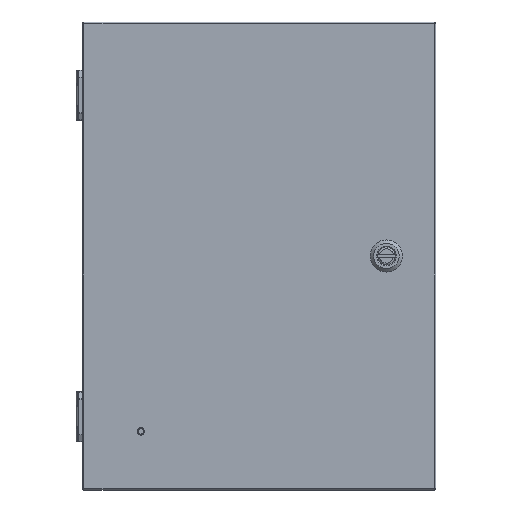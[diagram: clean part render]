
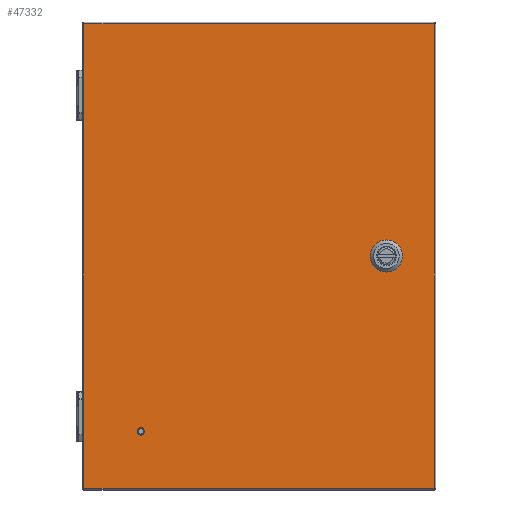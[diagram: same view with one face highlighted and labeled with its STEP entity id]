
A CAD part, top view. The second image highlights one B-rep face of the part: STEP entity #47332.
In plain terms, the highlighted planar face has unit normal (0, 0, 1).
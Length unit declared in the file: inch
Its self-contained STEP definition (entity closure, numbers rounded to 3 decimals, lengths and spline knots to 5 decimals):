
#2487 = AXIS2_PLACEMENT_3D ( 'NONE', #66127, #36671, #51933 ) ;
#3019 = DIRECTION ( 'NONE',  ( 0., 1., 0. ) ) ;
#3527 = DIRECTION ( 'NONE',  ( -1., 0., 0. ) ) ;
#3574 = EDGE_CURVE ( 'NONE', #27145, #27112, #57215, .T. ) ;
#3675 = VECTOR ( 'NONE', #8718, 39.37008 ) ;
#3946 = DIRECTION ( 'NONE',  ( 0., 0., 1. ) ) ;
#4233 = VECTOR ( 'NONE', #40683, 39.37008 ) ;
#5372 = VECTOR ( 'NONE', #46302, 39.37008 ) ;
#5687 = DIRECTION ( 'NONE',  ( 0., 0., 1. ) ) ;
#6964 = ORIENTED_EDGE ( 'NONE', *, *, #58586, .F. ) ;
#7392 = EDGE_CURVE ( 'NONE', #85621, #66660, #27803, .T. ) ;
#7787 = LINE ( 'NONE', #62193, #44715 ) ;
#7827 = CARTESIAN_POINT ( 'NONE',  ( -6.1102, 8.1277, 8.107 ) ) ;
#8718 = DIRECTION ( 'NONE',  ( 1., 0., 0. ) ) ;
#9303 = DIRECTION ( 'NONE',  ( -1., 0., 0. ) ) ;
#9510 = EDGE_CURVE ( 'NONE', #66271, #27145, #75982, .T. ) ;
#9685 = AXIS2_PLACEMENT_3D ( 'NONE', #38329, #65273, #31650 ) ;
#11514 = CARTESIAN_POINT ( 'NONE',  ( -4.21875, -6.1395, 8.107 ) ) ;
#12719 = ORIENTED_EDGE ( 'NONE', *, *, #33664, .T. ) ;
#12851 = EDGE_CURVE ( 'NONE', #34681, #58110, #82382, .T. ) ;
#13927 = EDGE_CURVE ( 'NONE', #71853, #66271, #86029, .T. ) ;
#14302 = ORIENTED_EDGE ( 'NONE', *, *, #16477, .F. ) ;
#14586 = CARTESIAN_POINT ( 'NONE',  ( -6.1702, 8.1277, 8.107 ) ) ;
#16477 = EDGE_CURVE ( 'NONE', #27112, #73656, #61470, .T. ) ;
#17677 = EDGE_CURVE ( 'NONE', #73656, #42136, #40779, .T. ) ;
#19344 = CARTESIAN_POINT ( 'NONE',  ( -6.1102, -8.1875, 8.107 ) ) ;
#19464 = CARTESIAN_POINT ( 'NONE',  ( 4.27342, -0.3959, 8.107 ) ) ;
#19512 = ORIENTED_EDGE ( 'NONE', *, *, #77042, .F. ) ;
#19830 = CARTESIAN_POINT ( 'NONE',  ( 6.145, 8.1277, 8.107 ) ) ;
#20129 = EDGE_LOOP ( 'NONE', ( #46145, #70609, #22946, #12719 ) ) ;
#21716 = VECTOR ( 'NONE', #75139, 39.37008 ) ;
#22145 = CARTESIAN_POINT ( 'NONE',  ( 4.076, -0.19848, 8.107 ) ) ;
#22523 = FACE_OUTER_BOUND ( 'NONE', #20129, .T. ) ;
#22946 = ORIENTED_EDGE ( 'NONE', *, *, #7392, .T. ) ;
#24285 = DIRECTION ( 'NONE',  ( -1., 0., 0. ) ) ;
#25192 = EDGE_LOOP ( 'NONE', ( #29143 ) ) ;
#26254 = AXIS2_PLACEMENT_3D ( 'NONE', #49516, #34209, #9303 ) ;
#27112 = VERTEX_POINT ( 'NONE', #79836 ) ;
#27145 = VERTEX_POINT ( 'NONE', #67248 ) ;
#27803 = LINE ( 'NONE', #14586, #4233 ) ;
#29143 = ORIENTED_EDGE ( 'NONE', *, *, #73844, .F. ) ;
#29610 = CARTESIAN_POINT ( 'NONE',  ( 4.868, 3.0001, 8.107 ) ) ;
#30456 = VERTEX_POINT ( 'NONE', #39535 ) ;
#30880 = ORIENTED_EDGE ( 'NONE', *, *, #3574, .F. ) ;
#31508 = AXIS2_PLACEMENT_3D ( 'NONE', #54868, #48246, #3527 ) ;
#31650 = DIRECTION ( 'NONE',  ( -1., 0., 0. ) ) ;
#32690 = DIRECTION ( 'NONE',  ( -1., 0., 0. ) ) ;
#33664 = EDGE_CURVE ( 'NONE', #66660, #63930, #71544, .T. ) ;
#34209 = DIRECTION ( 'NONE',  ( 0., 0., 1. ) ) ;
#34681 = VERTEX_POINT ( 'NONE', #34713 ) ;
#34713 = CARTESIAN_POINT ( 'NONE',  ( 4.27342, 0.3961, 8.107 ) ) ;
#35769 = CARTESIAN_POINT ( 'NONE',  ( -0.9827, -0.3959, 8.107 ) ) ;
#36210 = DIRECTION ( 'NONE',  ( 1., 0., 0. ) ) ;
#36671 = DIRECTION ( 'NONE',  ( 0., 0., 1. ) ) ;
#37610 = CARTESIAN_POINT ( 'NONE',  ( 4.472, 0.0001, 8.107 ) ) ;
#38329 = CARTESIAN_POINT ( 'NONE',  ( 4.472, 0.0001, 8.107 ) ) ;
#38600 = VECTOR ( 'NONE', #59245, 39.37008 ) ;
#39535 = CARTESIAN_POINT ( 'NONE',  ( 6.145, -8.1275, 8.107 ) ) ;
#40683 = DIRECTION ( 'NONE',  ( -1., 0., 0. ) ) ;
#40779 = CIRCLE ( 'NONE', #9685, 0.443 ) ;
#41060 = EDGE_LOOP ( 'NONE', ( #42023, #6964, #44924, #14302, #30880, #76318, #54689, #19512 ) ) ;
#41459 = DIRECTION ( 'NONE',  ( 0., -1., 0. ) ) ;
#42023 = ORIENTED_EDGE ( 'NONE', *, *, #12851, .F. ) ;
#42136 = VERTEX_POINT ( 'NONE', #65982 ) ;
#44715 = VECTOR ( 'NONE', #41459, 39.37008 ) ;
#44924 = ORIENTED_EDGE ( 'NONE', *, *, #17677, .F. ) ;
#46145 = ORIENTED_EDGE ( 'NONE', *, *, #52377, .T. ) ;
#46302 = DIRECTION ( 'NONE',  ( 0., -1., 0. ) ) ;
#47332 = ADVANCED_FACE ( 'NONE', ( #68536, #61859, #22523 ), #68977, .T. ) ;
#48109 = LINE ( 'NONE', #76376, #3675 ) ;
#48246 = DIRECTION ( 'NONE',  ( 0., 0., 1. ) ) ;
#49516 = CARTESIAN_POINT ( 'NONE',  ( 4.472, 0.0001, 8.107 ) ) ;
#50444 = CARTESIAN_POINT ( 'NONE',  ( -0.9827, 0.3961, 8.107 ) ) ;
#50874 = VERTEX_POINT ( 'NONE', #11514 ) ;
#51933 = DIRECTION ( 'NONE',  ( -1., 0., 0. ) ) ;
#52377 = EDGE_CURVE ( 'NONE', #63930, #30456, #48109, .T. ) ;
#54689 = ORIENTED_EDGE ( 'NONE', *, *, #13927, .F. ) ;
#54868 = CARTESIAN_POINT ( 'NONE',  ( -4.1222, -6.1395, 8.107 ) ) ;
#55010 = AXIS2_PLACEMENT_3D ( 'NONE', #60076, #5687, #32690 ) ;
#57215 = CIRCLE ( 'NONE', #26254, 0.443 ) ;
#58110 = VERTEX_POINT ( 'NONE', #68897 ) ;
#58586 = EDGE_CURVE ( 'NONE', #42136, #34681, #63752, .T. ) ;
#58590 = VECTOR ( 'NONE', #36210, 39.37008 ) ;
#59245 = DIRECTION ( 'NONE',  ( -1., 0., 0. ) ) ;
#60076 = CARTESIAN_POINT ( 'NONE',  ( 4.472, 0.0001, 8.107 ) ) ;
#61470 = LINE ( 'NONE', #29610, #21716 ) ;
#61859 = FACE_BOUND ( 'NONE', #25192, .T. ) ;
#62193 = CARTESIAN_POINT ( 'NONE',  ( 4.076, 3.0001, 8.107 ) ) ;
#63752 = LINE ( 'NONE', #50444, #38600 ) ;
#63930 = VERTEX_POINT ( 'NONE', #78926 ) ;
#65273 = DIRECTION ( 'NONE',  ( 0., 0., 1. ) ) ;
#65982 = CARTESIAN_POINT ( 'NONE',  ( 4.67058, 0.3961, 8.107 ) ) ;
#66127 = CARTESIAN_POINT ( 'NONE',  ( -0.9827, 3.0001, 8.107 ) ) ;
#66271 = VERTEX_POINT ( 'NONE', #19464 ) ;
#66660 = VERTEX_POINT ( 'NONE', #7827 ) ;
#66796 = VECTOR ( 'NONE', #3019, 39.37008 ) ;
#67248 = CARTESIAN_POINT ( 'NONE',  ( 4.67058, -0.3959, 8.107 ) ) ;
#68536 = FACE_BOUND ( 'NONE', #41060, .T. ) ;
#68897 = CARTESIAN_POINT ( 'NONE',  ( 4.076, 0.19868, 8.107 ) ) ;
#68977 = PLANE ( 'NONE',  #2487 ) ;
#70329 = CARTESIAN_POINT ( 'NONE',  ( 6.145, 8.1877, 8.107 ) ) ;
#70609 = ORIENTED_EDGE ( 'NONE', *, *, #81536, .T. ) ;
#71544 = LINE ( 'NONE', #19344, #5372 ) ;
#71853 = VERTEX_POINT ( 'NONE', #22145 ) ;
#73656 = VERTEX_POINT ( 'NONE', #84519 ) ;
#73844 = EDGE_CURVE ( 'NONE', #50874, #50874, #85107, .T. ) ;
#73923 = AXIS2_PLACEMENT_3D ( 'NONE', #37610, #3946, #24285 ) ;
#75139 = DIRECTION ( 'NONE',  ( 0., 1., 0. ) ) ;
#75982 = LINE ( 'NONE', #35769, #58590 ) ;
#76318 = ORIENTED_EDGE ( 'NONE', *, *, #9510, .F. ) ;
#76376 = CARTESIAN_POINT ( 'NONE',  ( 6.205, -8.1275, 8.107 ) ) ;
#77042 = EDGE_CURVE ( 'NONE', #58110, #71853, #7787, .T. ) ;
#78926 = CARTESIAN_POINT ( 'NONE',  ( -6.1102, -8.1275, 8.107 ) ) ;
#79836 = CARTESIAN_POINT ( 'NONE',  ( 4.868, -0.19848, 8.107 ) ) ;
#81536 = EDGE_CURVE ( 'NONE', #30456, #85621, #84791, .T. ) ;
#82382 = CIRCLE ( 'NONE', #73923, 0.443 ) ;
#84519 = CARTESIAN_POINT ( 'NONE',  ( 4.868, 0.19868, 8.107 ) ) ;
#84791 = LINE ( 'NONE', #70329, #66796 ) ;
#85107 = CIRCLE ( 'NONE', #31508, 0.09655 ) ;
#85621 = VERTEX_POINT ( 'NONE', #19830 ) ;
#86029 = CIRCLE ( 'NONE', #55010, 0.443 ) ;
